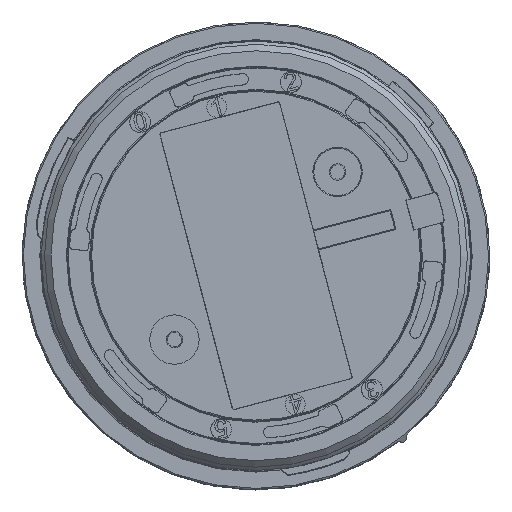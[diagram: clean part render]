
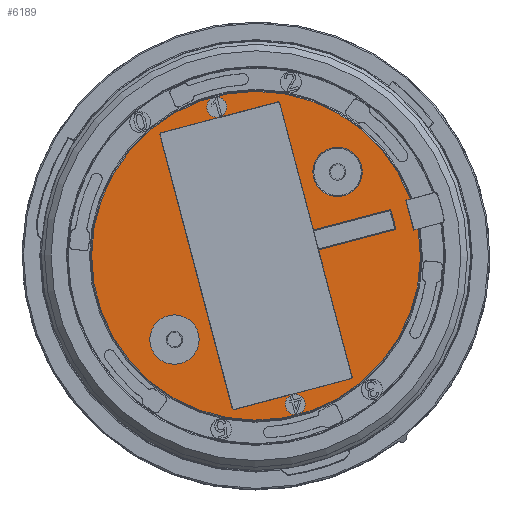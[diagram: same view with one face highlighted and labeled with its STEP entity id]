
A CAD part, top view. The second image highlights one B-rep face of the part: STEP entity #6189.
In plain terms, the highlighted planar face has unit normal (0, 0, 1).
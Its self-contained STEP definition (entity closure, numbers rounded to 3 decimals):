
#245=ELLIPSE('',#7525,0.3,0.3);
#246=ELLIPSE('',#7526,0.3,0.3);
#247=ELLIPSE('',#7528,0.3,0.3);
#248=ELLIPSE('',#7529,0.3,0.3);
#758=LINE('',#18714,#1102);
#762=LINE('',#18726,#1106);
#766=LINE('',#18735,#1110);
#794=LINE('',#18798,#1138);
#797=LINE('',#18868,#1141);
#801=LINE('',#18877,#1145);
#805=LINE('',#18886,#1149);
#807=LINE('',#18901,#1151);
#846=LINE('',#19466,#1190);
#847=LINE('',#19504,#1191);
#1102=VECTOR('',#8236,1.);
#1106=VECTOR('',#8244,1.);
#1110=VECTOR('',#8250,1.);
#1138=VECTOR('',#8292,1.);
#1141=VECTOR('',#8297,1.);
#1145=VECTOR('',#8303,1.);
#1149=VECTOR('',#8309,1.);
#1151=VECTOR('',#8313,1.);
#1190=VECTOR('',#8436,1.);
#1191=VECTOR('',#8439,1.);
#1526=PLANE('',#7530);
#1727=B_SPLINE_CURVE_WITH_KNOTS('',3,(#19468,#19469,#19470,#19471,#19472,
#19473,#19474,#19475,#19476,#19477,#19478,#19479,#19480,#19481,#19482,#19483),
 .UNSPECIFIED.,.F.,.F.,(4,3,3,3,3,4),(0.,0.224,0.449,
0.673,0.898,1.),.UNSPECIFIED.);
#1728=B_SPLINE_CURVE_WITH_KNOTS('',3,(#19487,#19488,#19489,#19490,#19491,
#19492,#19493,#19494,#19495,#19496,#19497,#19498,#19499,#19500,#19501,#19502),
 .UNSPECIFIED.,.F.,.F.,(4,3,3,3,3,4),(0.,0.224,0.449,
0.673,0.898,1.),.UNSPECIFIED.);
#1995=EDGE_LOOP('',(#2673));
#1996=EDGE_LOOP('',(#2674));
#1997=EDGE_LOOP('',(#2675,#2676,#2677,#2678));
#1998=EDGE_LOOP('',(#2679));
#1999=EDGE_LOOP('',(#2680));
#2000=EDGE_LOOP('',(#2681,#2682,#2683,#2684,#2685,#2686,#2687,#2688,#2689,
#2690,#2691,#2692,#2693,#2694));
#2673=ORIENTED_EDGE('',*,*,#4738,.F.);
#2674=ORIENTED_EDGE('',*,*,#4739,.F.);
#2675=ORIENTED_EDGE('',*,*,#4632,.F.);
#2676=ORIENTED_EDGE('',*,*,#4740,.T.);
#2677=ORIENTED_EDGE('',*,*,#4643,.F.);
#2678=ORIENTED_EDGE('',*,*,#4624,.F.);
#2679=ORIENTED_EDGE('',*,*,#4741,.T.);
#2680=ORIENTED_EDGE('',*,*,#4742,.T.);
#2681=ORIENTED_EDGE('',*,*,#4596,.T.);
#2682=ORIENTED_EDGE('',*,*,#4743,.T.);
#2683=ORIENTED_EDGE('',*,*,#4640,.T.);
#2684=ORIENTED_EDGE('',*,*,#4744,.T.);
#2685=ORIENTED_EDGE('',*,*,#4592,.T.);
#2686=ORIENTED_EDGE('',*,*,#4745,.T.);
#2687=ORIENTED_EDGE('',*,*,#4746,.T.);
#2688=ORIENTED_EDGE('',*,*,#4747,.T.);
#2689=ORIENTED_EDGE('',*,*,#4748,.T.);
#2690=ORIENTED_EDGE('',*,*,#4749,.T.);
#2691=ORIENTED_EDGE('',*,*,#4586,.T.);
#2692=ORIENTED_EDGE('',*,*,#4750,.T.);
#2693=ORIENTED_EDGE('',*,*,#4636,.T.);
#2694=ORIENTED_EDGE('',*,*,#4751,.T.);
#4586=EDGE_CURVE('',#6791,#6790,#758,.T.);
#4592=EDGE_CURVE('',#6787,#6796,#762,.T.);
#4596=EDGE_CURVE('',#6797,#6800,#766,.T.);
#4624=EDGE_CURVE('',#6828,#6826,#794,.T.);
#4632=EDGE_CURVE('',#6835,#6828,#797,.T.);
#4636=EDGE_CURVE('',#6836,#6839,#801,.T.);
#4640=EDGE_CURVE('',#6840,#6843,#805,.T.);
#4643=EDGE_CURVE('',#6826,#6846,#807,.T.);
#4738=EDGE_CURVE('',#6932,#6932,#5635,.T.);
#4739=EDGE_CURVE('',#6933,#6933,#5636,.T.);
#4740=EDGE_CURVE('',#6835,#6846,#5637,.T.);
#4741=EDGE_CURVE('',#6934,#6934,#5638,.T.);
#4742=EDGE_CURVE('',#6935,#6935,#5639,.T.);
#4743=EDGE_CURVE('',#6800,#6840,#245,.T.);
#4744=EDGE_CURVE('',#6843,#6787,#246,.T.);
#4745=EDGE_CURVE('',#6796,#6936,#846,.T.);
#4746=EDGE_CURVE('',#6936,#6937,#1727,.T.);
#4747=EDGE_CURVE('',#6937,#6938,#5640,.T.);
#4748=EDGE_CURVE('',#6938,#6939,#1728,.T.);
#4749=EDGE_CURVE('',#6939,#6791,#847,.T.);
#4750=EDGE_CURVE('',#6790,#6836,#247,.T.);
#4751=EDGE_CURVE('',#6839,#6797,#248,.T.);
#5635=CIRCLE('',#7520,1.55);
#5636=CIRCLE('',#7521,1.55);
#5637=CIRCLE('',#7522,25.309);
#5638=CIRCLE('',#7523,3.8);
#5639=CIRCLE('',#7524,3.8);
#5640=CIRCLE('',#7527,21.894);
#6189=ADVANCED_FACE('',(#6650,#6651,#6652,#6653,#6654,#6655),#1526,.T.);
#6650=FACE_BOUND('',#1995,.T.);
#6651=FACE_BOUND('',#1996,.T.);
#6652=FACE_BOUND('',#1997,.T.);
#6653=FACE_BOUND('',#1998,.T.);
#6654=FACE_BOUND('',#1999,.T.);
#6655=FACE_BOUND('',#2000,.T.);
#6787=VERTEX_POINT('',#18708);
#6790=VERTEX_POINT('',#18713);
#6791=VERTEX_POINT('',#18715);
#6796=VERTEX_POINT('',#18725);
#6797=VERTEX_POINT('',#18729);
#6800=VERTEX_POINT('',#18734);
#6826=VERTEX_POINT('',#18793);
#6828=VERTEX_POINT('',#18797);
#6835=VERTEX_POINT('',#18867);
#6836=VERTEX_POINT('',#18871);
#6839=VERTEX_POINT('',#18876);
#6840=VERTEX_POINT('',#18880);
#6843=VERTEX_POINT('',#18885);
#6846=VERTEX_POINT('',#18902);
#6932=VERTEX_POINT('',#19456);
#6933=VERTEX_POINT('',#19458);
#6934=VERTEX_POINT('',#19461);
#6935=VERTEX_POINT('',#19463);
#6936=VERTEX_POINT('',#19467);
#6937=VERTEX_POINT('',#19484);
#6938=VERTEX_POINT('',#19486);
#6939=VERTEX_POINT('',#19503);
#7520=AXIS2_PLACEMENT_3D('',#19455,#8422,#8423);
#7521=AXIS2_PLACEMENT_3D('',#19457,#8424,#8425);
#7522=AXIS2_PLACEMENT_3D('',#19459,#8426,#8427);
#7523=AXIS2_PLACEMENT_3D('',#19460,#8428,#8429);
#7524=AXIS2_PLACEMENT_3D('',#19462,#8430,#8431);
#7525=AXIS2_PLACEMENT_3D('',#19464,#8432,#8433);
#7526=AXIS2_PLACEMENT_3D('',#19465,#8434,#8435);
#7527=AXIS2_PLACEMENT_3D('',#19485,#8437,#8438);
#7528=AXIS2_PLACEMENT_3D('',#19505,#8440,#8441);
#7529=AXIS2_PLACEMENT_3D('',#19506,#8442,#8443);
#7530=AXIS2_PLACEMENT_3D('',#19507,#8444,#8445);
#8236=DIRECTION('',(0.255,-0.967,0.));
#8244=DIRECTION('',(0.255,-0.967,0.));
#8250=DIRECTION('',(-0.255,0.967,0.));
#8292=DIRECTION('',(0.255,-0.967,0.));
#8297=DIRECTION('',(-0.967,-0.255,0.));
#8303=DIRECTION('',(-0.967,-0.255,0.));
#8309=DIRECTION('',(0.967,0.255,0.));
#8313=DIRECTION('',(0.967,0.255,0.));
#8422=DIRECTION('',(0.,0.,1.));
#8423=DIRECTION('',(0.967,0.255,0.));
#8424=DIRECTION('',(0.,0.,1.));
#8425=DIRECTION('',(-0.967,-0.255,0.));
#8426=DIRECTION('',(0.,0.,1.));
#8427=DIRECTION('',(1.,-0.004,0.));
#8428=DIRECTION('',(0.,0.,-1.));
#8429=DIRECTION('',(-1.,0.004,0.));
#8430=DIRECTION('',(0.,0.,-1.));
#8431=DIRECTION('',(1.,-0.004,0.));
#8432=DIRECTION('',(0.,0.,-1.));
#8433=DIRECTION('',(0.864,-0.503,0.));
#8434=DIRECTION('',(0.,0.,-1.));
#8435=DIRECTION('',(-0.503,-0.864,0.));
#8436=DIRECTION('',(0.967,0.255,0.));
#8437=DIRECTION('',(0.,0.,-1.));
#8438=DIRECTION('',(1.,-0.004,0.));
#8439=DIRECTION('',(-0.967,-0.255,0.));
#8440=DIRECTION('',(0.,0.,-1.));
#8441=DIRECTION('',(-0.864,0.503,0.));
#8442=DIRECTION('',(0.,0.,-1.));
#8443=DIRECTION('',(0.503,0.864,0.));
#8444=DIRECTION('',(0.,0.,1.));
#8445=DIRECTION('',(1.,-0.004,0.));
#18708=CARTESIAN_POINT('',(3.676,23.46,34.5));
#18713=CARTESIAN_POINT('',(14.779,-18.586,34.5));
#18714=CARTESIAN_POINT('',(1.2,32.836,34.5));
#18715=CARTESIAN_POINT('',(9.634,0.896,34.5));
#18725=CARTESIAN_POINT('',(8.82,3.978,34.5));
#18726=CARTESIAN_POINT('',(1.2,32.836,34.5));
#18729=CARTESIAN_POINT('',(-3.676,-23.46,34.5));
#18734=CARTESIAN_POINT('',(-14.779,18.586,34.5));
#18735=CARTESIAN_POINT('',(-17.255,27.962,34.5));
#18793=CARTESIAN_POINT('',(24.284,3.931,34.5));
#18797=CARTESIAN_POINT('',(23.058,8.571,34.5));
#18798=CARTESIAN_POINT('',(23.671,6.251,34.5));
#18867=CARTESIAN_POINT('',(23.747,8.753,34.5));
#18868=CARTESIAN_POINT('',(7.533,4.471,34.5));
#18871=CARTESIAN_POINT('',(14.566,-18.953,34.5));
#18876=CARTESIAN_POINT('',(-3.309,-23.673,34.5));
#18877=CARTESIAN_POINT('',(13.774,-19.162,34.5));
#18880=CARTESIAN_POINT('',(-14.566,18.953,34.5));
#18885=CARTESIAN_POINT('',(3.309,23.673,34.5));
#18886=CARTESIAN_POINT('',(2.517,23.464,34.5));
#18901=CARTESIAN_POINT('',(8.758,-0.169,34.5));
#18902=CARTESIAN_POINT('',(24.973,4.112,34.5));
#19455=CARTESIAN_POINT('',(-6.038,22.866,34.5));
#19456=CARTESIAN_POINT('',(-4.54,23.262,34.5));
#19457=CARTESIAN_POINT('',(6.038,-22.866,34.5));
#19458=CARTESIAN_POINT('',(4.54,-23.262,34.5));
#19459=CARTESIAN_POINT('',(0.,0.,34.5));
#19460=CARTESIAN_POINT('',(12.551,12.903,34.5));
#19461=CARTESIAN_POINT('',(8.751,12.917,34.5));
#19462=CARTESIAN_POINT('',(-12.551,-12.903,34.5));
#19463=CARTESIAN_POINT('',(-8.751,-12.917,34.5));
#19464=CARTESIAN_POINT('',(-14.489,18.663,34.5));
#19465=CARTESIAN_POINT('',(3.386,23.383,34.5));
#19466=CARTESIAN_POINT('',(7.738,3.692,34.5));
#19467=CARTESIAN_POINT('',(20.57,7.08,34.5));
#19468=CARTESIAN_POINT('',(20.57,7.08,34.5));
#19469=CARTESIAN_POINT('',(20.586,7.085,34.5));
#19470=CARTESIAN_POINT('',(20.603,7.086,34.5));
#19471=CARTESIAN_POINT('',(20.62,7.085,34.5));
#19472=CARTESIAN_POINT('',(20.637,7.083,34.5));
#19473=CARTESIAN_POINT('',(20.653,7.079,34.5));
#19474=CARTESIAN_POINT('',(20.669,7.072,34.5));
#19475=CARTESIAN_POINT('',(20.684,7.066,34.5));
#19476=CARTESIAN_POINT('',(20.698,7.056,34.5));
#19477=CARTESIAN_POINT('',(20.711,7.045,34.5));
#19478=CARTESIAN_POINT('',(20.723,7.033,34.5));
#19479=CARTESIAN_POINT('',(20.733,7.019,34.5));
#19480=CARTESIAN_POINT('',(20.741,7.004,34.5));
#19481=CARTESIAN_POINT('',(20.745,6.998,34.5));
#19482=CARTESIAN_POINT('',(20.748,6.99,34.5));
#19483=CARTESIAN_POINT('',(20.75,6.983,34.5));
#19484=CARTESIAN_POINT('',(20.75,6.983,34.5));
#19485=CARTESIAN_POINT('',(0.,0.,34.5));
#19486=CARTESIAN_POINT('',(21.492,4.172,34.5));
#19487=CARTESIAN_POINT('',(21.492,4.172,34.5));
#19488=CARTESIAN_POINT('',(21.496,4.156,34.5));
#19489=CARTESIAN_POINT('',(21.496,4.138,34.5));
#19490=CARTESIAN_POINT('',(21.494,4.122,34.5));
#19491=CARTESIAN_POINT('',(21.491,4.105,34.5));
#19492=CARTESIAN_POINT('',(21.486,4.089,34.5));
#19493=CARTESIAN_POINT('',(21.478,4.074,34.5));
#19494=CARTESIAN_POINT('',(21.47,4.059,34.5));
#19495=CARTESIAN_POINT('',(21.46,4.045,34.5));
#19496=CARTESIAN_POINT('',(21.447,4.034,34.5));
#19497=CARTESIAN_POINT('',(21.435,4.022,34.5));
#19498=CARTESIAN_POINT('',(21.421,4.013,34.5));
#19499=CARTESIAN_POINT('',(21.405,4.006,34.5));
#19500=CARTESIAN_POINT('',(21.398,4.003,34.5));
#19501=CARTESIAN_POINT('',(21.391,4.001,34.5));
#19502=CARTESIAN_POINT('',(21.383,3.999,34.5));
#19503=CARTESIAN_POINT('',(21.383,3.999,34.5));
#19504=CARTESIAN_POINT('',(8.552,0.61,34.5));
#19505=CARTESIAN_POINT('',(14.489,-18.663,34.5));
#19506=CARTESIAN_POINT('',(-3.386,-23.383,34.5));
#19507=CARTESIAN_POINT('',(0.118,32.55,34.5));
